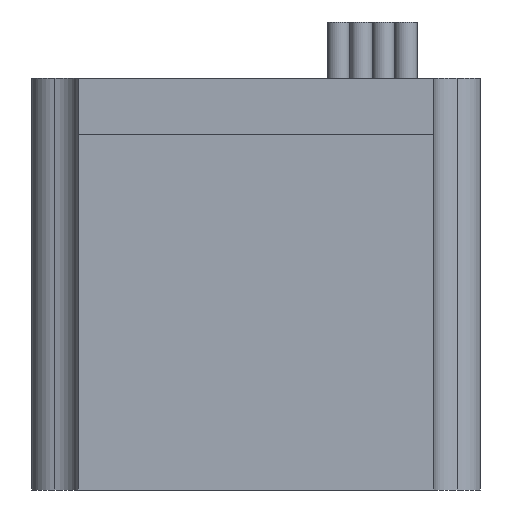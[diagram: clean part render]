
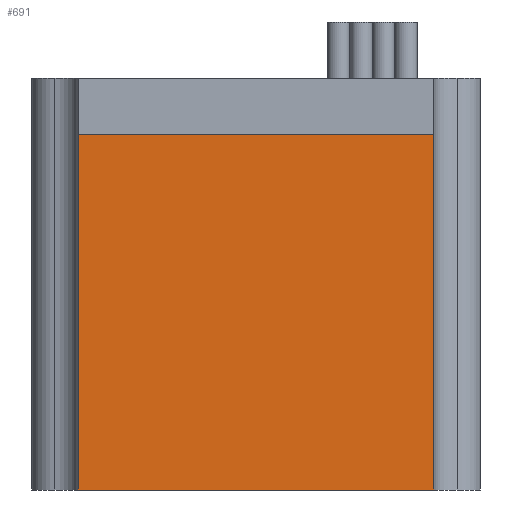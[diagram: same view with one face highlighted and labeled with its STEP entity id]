
A CAD part, front view. The second image highlights one B-rep face of the part: STEP entity #691.
In plain terms, the highlighted planar face has unit normal (0, -1, 0).
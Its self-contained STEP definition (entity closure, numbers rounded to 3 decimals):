
#37=PLANE('',#792);
#75=FACE_OUTER_BOUND('',#119,.T.);
#119=EDGE_LOOP('',(#615,#616,#617,#618));
#186=LINE('',#1100,#245);
#193=LINE('',#1123,#252);
#196=LINE('',#1132,#255);
#214=LINE('',#1182,#273);
#245=VECTOR('',#891,10.);
#252=VECTOR('',#916,10.);
#255=VECTOR('',#925,10.);
#273=VECTOR('',#973,10.);
#306=VERTEX_POINT('',#1097);
#307=VERTEX_POINT('',#1099);
#314=VERTEX_POINT('',#1121);
#317=VERTEX_POINT('',#1131);
#383=EDGE_CURVE('',#306,#307,#186,.T.);
#395=EDGE_CURVE('',#314,#306,#193,.T.);
#399=EDGE_CURVE('',#317,#307,#196,.T.);
#425=EDGE_CURVE('',#314,#317,#214,.T.);
#615=ORIENTED_EDGE('',*,*,#425,.T.);
#616=ORIENTED_EDGE('',*,*,#399,.T.);
#617=ORIENTED_EDGE('',*,*,#383,.F.);
#618=ORIENTED_EDGE('',*,*,#395,.F.);
#691=ADVANCED_FACE('',(#75),#37,.T.);
#792=AXIS2_PLACEMENT_3D('',#1206,#1005,#1006);
#891=DIRECTION('',(1.,0.,0.));
#916=DIRECTION('',(0.,0.,1.));
#925=DIRECTION('',(0.,0.,1.));
#973=DIRECTION('',(1.,0.,0.));
#1005=DIRECTION('center_axis',(0.,-1.,0.));
#1006=DIRECTION('ref_axis',(1.,0.,0.));
#1097=CARTESIAN_POINT('',(-6.35,-27.625,12.7));
#1099=CARTESIAN_POINT('',(6.35,-27.625,12.7));
#1100=CARTESIAN_POINT('',(-6.35,-27.625,12.7));
#1121=CARTESIAN_POINT('',(-6.35,-27.625,0.));
#1123=CARTESIAN_POINT('',(-6.35,-27.625,0.));
#1131=CARTESIAN_POINT('',(6.35,-27.625,0.));
#1132=CARTESIAN_POINT('',(6.35,-27.625,0.));
#1182=CARTESIAN_POINT('',(-6.35,-27.625,0.));
#1206=CARTESIAN_POINT('Origin',(-6.35,-27.625,0.));
